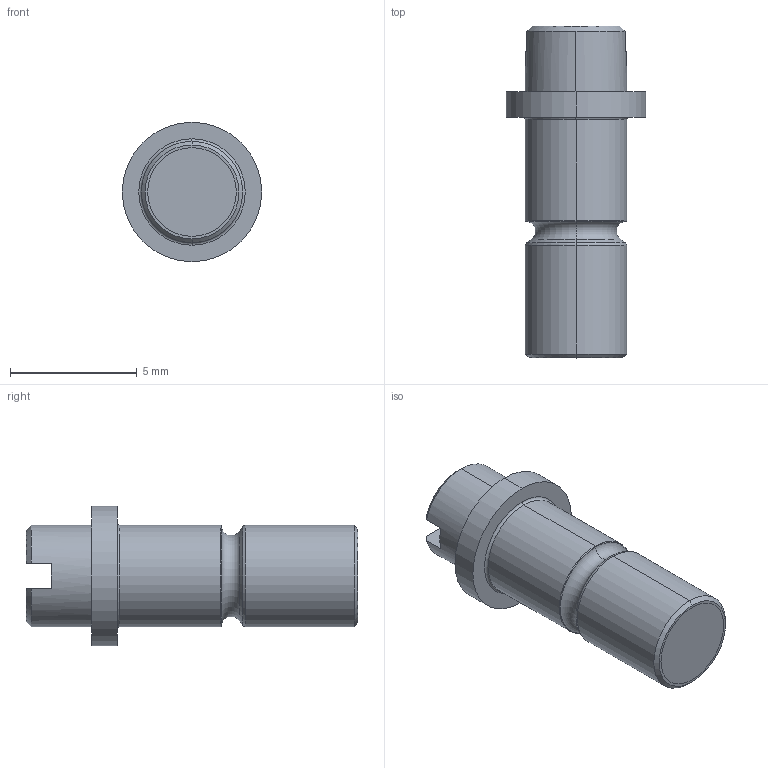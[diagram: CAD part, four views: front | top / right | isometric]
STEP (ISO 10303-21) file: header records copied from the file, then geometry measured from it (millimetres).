
FILE_DESCRIPTION((''),'2;1');
FILE_NAME('IC_021_P_196','2025-03-20T09:25:45',('lprotopapa'),(''),'CREO PARAMETRIC BY PTC INC, 2024094','CREO PARAMETRIC BY PTC INC, 2024094','');
FILE_SCHEMA(('CONFIG_CONTROL_DESIGN'));
Length unit declared in the file: millimetre
Products named in the file (1): IC_021_P_196
Bounding box: 5.5 x 13.1 x 5.5 mm (x, y, z)
Volume: 168.6 mm3; surface area: 273.8 mm2
Topology: 1 solids, 2 shells, 32 faces, 70 edges, 42 vertices
Faces by surface type: cylinder 10, plane 8, torus 8, cone 6
Entity records: 942 total; most frequent: DIRECTION 176, CARTESIAN_POINT 165, ORIENTED_EDGE 136, AXIS2_PLACEMENT_3D 77, EDGE_CURVE 70, CIRCLE 44, VERTEX_POINT 42, EDGE_LOOP 34
